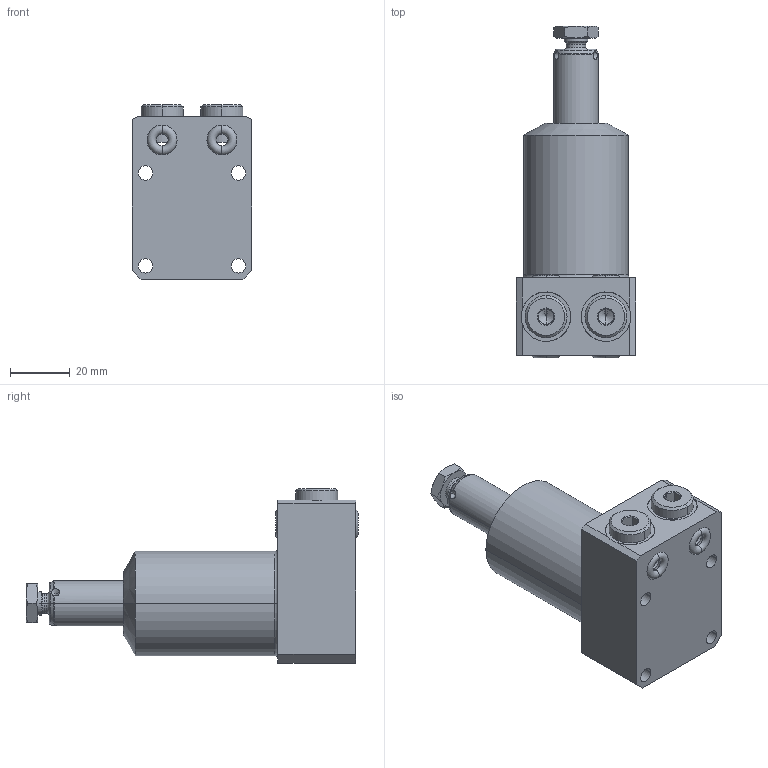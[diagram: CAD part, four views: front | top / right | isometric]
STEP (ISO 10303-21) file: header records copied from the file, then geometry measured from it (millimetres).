
FILE_DESCRIPTION((''),'2;1');
FILE_NAME('ILCML1412500L','2013-07-10T',('QAM'),(''),'PRO/ENGINEER BY PARAMETRIC TECHNOLOGY CORPORATION, 2007460','PRO/ENGINEER BY PARAMETRIC TECHNOLOGY CORPORATION, 2007460','');
FILE_SCHEMA(('AUTOMOTIVE_DESIGN_CC2 { 1 2 10303 214 -1 1 5 2 }'));
Length unit declared in the file: millimetre
Products named in the file (1): ILCML1412500L
Bounding box: 40 x 110.75 x 58.31 mm (x, y, z)
Volume: 105904.6 mm3; surface area: 21523.3 mm2
Topology: 5 solids, 11 shells, 204 faces, 482 edges, 295 vertices
Faces by surface type: cylinder 64, plane 63, cone 50, torus 27
Entity records: 7781 total; most frequent: CARTESIAN_POINT 1421, DIRECTION 1058, ORIENTED_EDGE 920, PRESENTATION_STYLE_ASSIGNMENT 483, STYLED_ITEM 483, CURVE_STYLE 472, EDGE_CURVE 472, AXIS2_PLACEMENT_3D 447
